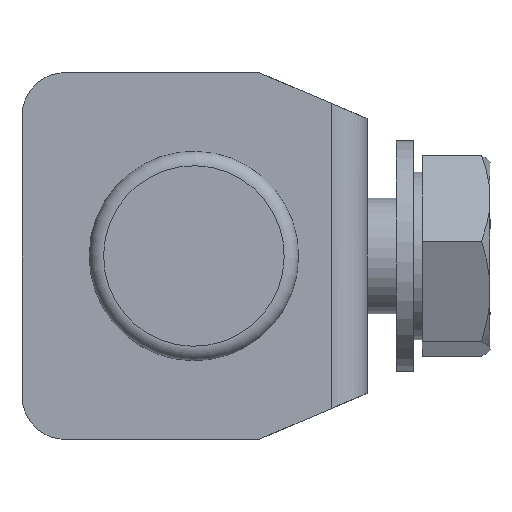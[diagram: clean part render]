
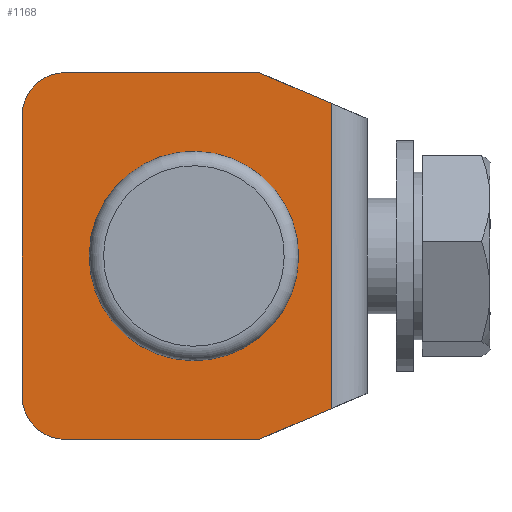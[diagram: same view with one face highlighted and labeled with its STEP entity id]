
A CAD part, left-side view. The second image highlights one B-rep face of the part: STEP entity #1168.
In plain terms, the highlighted planar face has unit normal (-1, 0, 0).
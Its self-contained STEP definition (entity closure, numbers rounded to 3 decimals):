
#91=FACE_BOUND('',#238,.T.);
#121=PLANE('',#1400);
#168=FACE_OUTER_BOUND('',#237,.T.);
#237=EDGE_LOOP('',(#913,#914,#915,#916,#917,#918,#919,#920));
#238=EDGE_LOOP('',(#921,#922));
#301=LINE('',#1927,#375);
#309=LINE('',#1954,#383);
#318=LINE('',#1977,#392);
#325=LINE('',#1987,#399);
#328=LINE('',#1993,#402);
#331=LINE('',#1999,#405);
#375=VECTOR('',#1554,10.);
#383=VECTOR('',#1576,10.);
#392=VECTOR('',#1597,10.);
#399=VECTOR('',#1610,10.);
#402=VECTOR('',#1619,10.);
#405=VECTOR('',#1628,10.);
#440=CIRCLE('',#1360,3.55);
#441=CIRCLE('',#1361,3.55);
#446=CIRCLE('',#1368,3.);
#448=CIRCLE('',#1376,3.);
#502=VERTEX_POINT('',#1879);
#503=VERTEX_POINT('',#1880);
#511=VERTEX_POINT('',#1899);
#512=VERTEX_POINT('',#1901);
#523=VERTEX_POINT('',#1924);
#524=VERTEX_POINT('',#1926);
#527=VERTEX_POINT('',#1933);
#528=VERTEX_POINT('',#1935);
#535=VERTEX_POINT('',#1951);
#536=VERTEX_POINT('',#1953);
#621=EDGE_CURVE('',#502,#503,#440,.T.);
#622=EDGE_CURVE('',#503,#502,#441,.T.);
#631=EDGE_CURVE('',#512,#511,#446,.T.);
#643=EDGE_CURVE('',#524,#523,#301,.T.);
#647=EDGE_CURVE('',#528,#527,#448,.T.);
#655=EDGE_CURVE('',#536,#535,#309,.T.);
#668=EDGE_CURVE('',#511,#524,#318,.T.);
#675=EDGE_CURVE('',#523,#536,#325,.T.);
#678=EDGE_CURVE('',#535,#528,#328,.T.);
#681=EDGE_CURVE('',#512,#527,#331,.T.);
#913=ORIENTED_EDGE('',*,*,#631,.T.);
#914=ORIENTED_EDGE('',*,*,#668,.T.);
#915=ORIENTED_EDGE('',*,*,#643,.T.);
#916=ORIENTED_EDGE('',*,*,#675,.T.);
#917=ORIENTED_EDGE('',*,*,#655,.T.);
#918=ORIENTED_EDGE('',*,*,#678,.T.);
#919=ORIENTED_EDGE('',*,*,#647,.T.);
#920=ORIENTED_EDGE('',*,*,#681,.F.);
#921=ORIENTED_EDGE('',*,*,#621,.T.);
#922=ORIENTED_EDGE('',*,*,#622,.T.);
#1168=ADVANCED_FACE('',(#168,#91),#121,.T.);
#1360=AXIS2_PLACEMENT_3D('',#1881,#1515,#1516);
#1361=AXIS2_PLACEMENT_3D('',#1882,#1517,#1518);
#1368=AXIS2_PLACEMENT_3D('',#1902,#1535,#1536);
#1376=AXIS2_PLACEMENT_3D('',#1936,#1561,#1562);
#1400=AXIS2_PLACEMENT_3D('',#2007,#1640,#1641);
#1515=DIRECTION('center_axis',(1.,0.,0.));
#1516=DIRECTION('ref_axis',(0.,0.,
1.));
#1517=DIRECTION('center_axis',(1.,0.,0.));
#1518=DIRECTION('ref_axis',(0.,0.,
1.));
#1535=DIRECTION('center_axis',(-1.,0.,0.));
#1536=DIRECTION('ref_axis',(0.,-1.,0.));
#1554=DIRECTION('',(0.,-0.92,0.392));
#1561=DIRECTION('center_axis',(-1.,0.,0.));
#1562=DIRECTION('ref_axis',(0.,0.,-1.));
#1576=DIRECTION('',(0.,0.92,0.392));
#1597=DIRECTION('',(0.,-1.,0.));
#1610=DIRECTION('',(0.,0.,1.));
#1619=DIRECTION('',(0.,1.,0.));
#1628=DIRECTION('',(0.,0.,1.));
#1640=DIRECTION('center_axis',(-1.,0.,0.));
#1641=DIRECTION('ref_axis',(0.,0.,1.));
#1879=CARTESIAN_POINT('',(-3.,13.551,16.25));
#1880=CARTESIAN_POINT('',(-3.,13.551,9.15));
#1881=CARTESIAN_POINT('Origin',(-3.,13.551,12.7));
#1882=CARTESIAN_POINT('Origin',(-3.,13.551,12.7));
#1899=CARTESIAN_POINT('',(-3.,22.451,0.));
#1901=CARTESIAN_POINT('',(-3.,25.451,3.));
#1902=CARTESIAN_POINT('Origin',(-3.,22.451,3.));
#1924=CARTESIAN_POINT('',(-3.,4.051,2.133));
#1926=CARTESIAN_POINT('',(-3.,9.051,0.));
#1927=CARTESIAN_POINT('',(-3.,3.186,2.502));
#1933=CARTESIAN_POINT('',(-3.,25.451,22.4));
#1935=CARTESIAN_POINT('',(-3.,22.451,25.4));
#1936=CARTESIAN_POINT('Origin',(-3.,22.451,22.4));
#1951=CARTESIAN_POINT('',(-3.,9.051,25.4));
#1953=CARTESIAN_POINT('',(-3.,4.051,23.267));
#1954=CARTESIAN_POINT('',(-3.,2.352,22.542));
#1977=CARTESIAN_POINT('',(-3.,25.451,0.));
#1987=CARTESIAN_POINT('',(-3.,4.051,0.));
#1993=CARTESIAN_POINT('',(-3.,25.451,25.4));
#1999=CARTESIAN_POINT('',(-3.,25.451,0.));
#2007=CARTESIAN_POINT('Origin',(-3.,4.051,0.));
